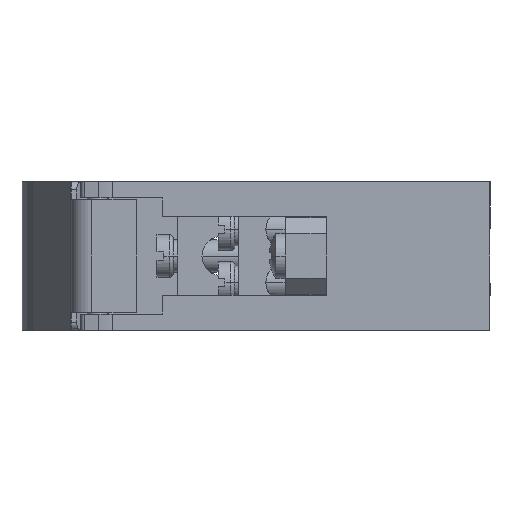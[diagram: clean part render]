
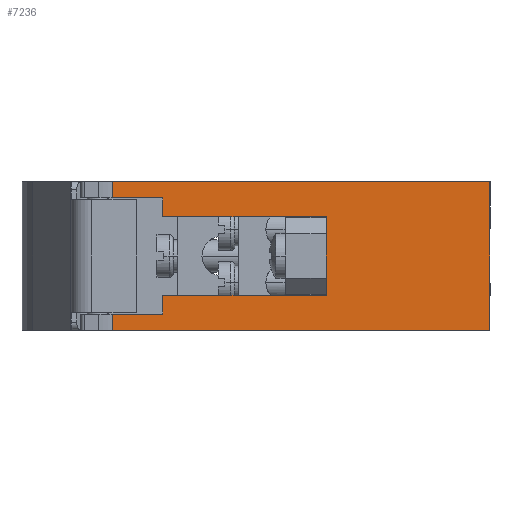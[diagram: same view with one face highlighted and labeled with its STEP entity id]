
A CAD part, left-side view. The second image highlights one B-rep face of the part: STEP entity #7236.
In plain terms, the highlighted planar face has unit normal (-1, 0, 0).
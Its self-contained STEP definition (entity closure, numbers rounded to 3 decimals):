
#663=DIRECTION('',(0.,0.,1.));
#664=VECTOR('',#663,9.4);
#665=CARTESIAN_POINT('',(-21.,20.,-4.7));
#666=LINE('',#665,#664);
#667=DIRECTION('',(0.,1.,0.));
#668=VECTOR('',#667,6.172);
#669=CARTESIAN_POINT('',(-21.,40.,7.1));
#670=LINE('',#669,#668);
#671=DIRECTION('',(0.,0.,1.));
#672=VECTOR('',#671,2.);
#673=CARTESIAN_POINT('',(-21.,46.172,7.1));
#674=LINE('',#673,#672);
#675=DIRECTION('',(0.,-1.,0.));
#676=VECTOR('',#675,46.172);
#677=CARTESIAN_POINT('',(-21.,46.172,9.1));
#678=LINE('',#677,#676);
#679=DIRECTION('',(0.,1.,0.));
#680=VECTOR('',#679,46.172);
#681=CARTESIAN_POINT('',(-21.,0.,-9.1));
#682=LINE('',#681,#680);
#683=DIRECTION('',(0.,-1.,0.));
#684=VECTOR('',#683,6.172);
#685=CARTESIAN_POINT('',(-21.,46.172,-7.1));
#686=LINE('',#685,#684);
#712=DIRECTION('',(0.,0.,-1.));
#713=VECTOR('',#712,0.1);
#714=CARTESIAN_POINT('',(-21.,20.,-4.7));
#715=LINE('',#714,#713);
#728=DIRECTION('',(0.,0.,-1.));
#729=VECTOR('',#728,0.1);
#730=CARTESIAN_POINT('',(-21.,20.,4.8));
#731=LINE('',#730,#729);
#2140=DIRECTION('',(0.,1.,0.));
#2141=VECTOR('',#2140,20.);
#2142=CARTESIAN_POINT('',(-21.,20.,-4.8));
#2143=LINE('',#2142,#2141);
#2144=DIRECTION('',(0.,0.,-1.));
#2145=VECTOR('',#2144,2.3);
#2146=CARTESIAN_POINT('',(-21.,40.,-4.8));
#2147=LINE('',#2146,#2145);
#4056=DIRECTION('',(0.,0.,1.));
#4057=VECTOR('',#4056,18.2);
#4058=CARTESIAN_POINT('',(-21.,0.,-9.1));
#4059=LINE('',#4058,#4057);
#4294=DIRECTION('',(0.,0.,-1.));
#4295=VECTOR('',#4294,2.);
#4296=CARTESIAN_POINT('',(-21.,46.172,-7.1));
#4297=LINE('',#4296,#4295);
#4420=DIRECTION('',(0.,0.,-1.));
#4421=VECTOR('',#4420,2.3);
#4422=CARTESIAN_POINT('',(-21.,40.,7.1));
#4423=LINE('',#4422,#4421);
#4436=DIRECTION('',(0.,-1.,0.));
#4437=VECTOR('',#4436,20.);
#4438=CARTESIAN_POINT('',(-21.,40.,4.8));
#4439=LINE('',#4438,#4437);
#4978=CARTESIAN_POINT('',(-21.,46.172,-9.1));
#4979=VERTEX_POINT('',#4978);
#4980=CARTESIAN_POINT('',(-21.,0.,-9.1));
#4981=VERTEX_POINT('',#4980);
#5016=CARTESIAN_POINT('',(-21.,46.172,-7.1));
#5018=VERTEX_POINT('',#5016);
#5094=CARTESIAN_POINT('',(-21.,0.,9.1));
#5095=VERTEX_POINT('',#5094);
#5096=CARTESIAN_POINT('',(-21.,46.172,9.1));
#5097=VERTEX_POINT('',#5096);
#5142=CARTESIAN_POINT('',(-21.,46.172,7.1));
#5143=VERTEX_POINT('',#5142);
#5145=CARTESIAN_POINT('',(-21.,40.,7.1));
#5147=VERTEX_POINT('',#5145);
#5156=CARTESIAN_POINT('',(-21.,40.,-7.1));
#5157=VERTEX_POINT('',#5156);
#5158=CARTESIAN_POINT('',(-21.,40.,-4.8));
#5159=VERTEX_POINT('',#5158);
#5160=CARTESIAN_POINT('',(-21.,20.,-4.8));
#5161=VERTEX_POINT('',#5160);
#5162=CARTESIAN_POINT('',(-21.,40.,4.8));
#5163=CARTESIAN_POINT('',(-21.,20.,4.8));
#5164=VERTEX_POINT('',#5162);
#5165=VERTEX_POINT('',#5163);
#6128=CARTESIAN_POINT('',(-21.,20.,-4.7));
#6129=CARTESIAN_POINT('',(-21.,20.,4.7));
#6130=VERTEX_POINT('',#6128);
#6131=VERTEX_POINT('',#6129);
#7202=CARTESIAN_POINT('',(-21.,23.086,0.));
#7203=DIRECTION('',(1.,0.,0.));
#7204=DIRECTION('',(0.,-1.,0.));
#7205=AXIS2_PLACEMENT_3D('',#7202,#7203,#7204);
#7206=PLANE('',#7205);
#7207=ORIENTED_EDGE('',*,*,#7188,.T.);
#7209=ORIENTED_EDGE('',*,*,#7208,.F.);
#7211=ORIENTED_EDGE('',*,*,#7210,.F.);
#7213=ORIENTED_EDGE('',*,*,#7212,.F.);
#7215=ORIENTED_EDGE('',*,*,#7214,.T.);
#7217=ORIENTED_EDGE('',*,*,#7216,.T.);
#7219=ORIENTED_EDGE('',*,*,#7218,.T.);
#7221=ORIENTED_EDGE('',*,*,#7220,.F.);
#7223=ORIENTED_EDGE('',*,*,#7222,.T.);
#7225=ORIENTED_EDGE('',*,*,#7224,.F.);
#7227=ORIENTED_EDGE('',*,*,#7226,.T.);
#7229=ORIENTED_EDGE('',*,*,#7228,.F.);
#7231=ORIENTED_EDGE('',*,*,#7230,.F.);
#7233=ORIENTED_EDGE('',*,*,#7232,.F.);
#7234=EDGE_LOOP('',(#7207,#7209,#7211,#7213,#7215,#7217,#7219,#7221,#7223,#7225,
#7227,#7229,#7231,#7233));
#7235=FACE_OUTER_BOUND('',#7234,.F.);
#7188=EDGE_CURVE('',#6130,#6131,#666,.T.);
#7208=EDGE_CURVE('',#5165,#6131,#731,.T.);
#7210=EDGE_CURVE('',#5164,#5165,#4439,.T.);
#7212=EDGE_CURVE('',#5147,#5164,#4423,.T.);
#7214=EDGE_CURVE('',#5147,#5143,#670,.T.);
#7216=EDGE_CURVE('',#5143,#5097,#674,.T.);
#7218=EDGE_CURVE('',#5097,#5095,#678,.T.);
#7220=EDGE_CURVE('',#4981,#5095,#4059,.T.);
#7222=EDGE_CURVE('',#4981,#4979,#682,.T.);
#7224=EDGE_CURVE('',#5018,#4979,#4297,.T.);
#7226=EDGE_CURVE('',#5018,#5157,#686,.T.);
#7228=EDGE_CURVE('',#5159,#5157,#2147,.T.);
#7230=EDGE_CURVE('',#5161,#5159,#2143,.T.);
#7232=EDGE_CURVE('',#6130,#5161,#715,.T.);
#7236=ADVANCED_FACE('',(#7235),#7206,.F.);
